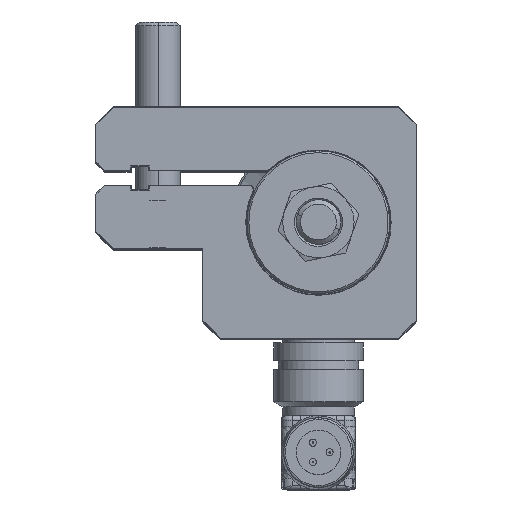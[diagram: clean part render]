
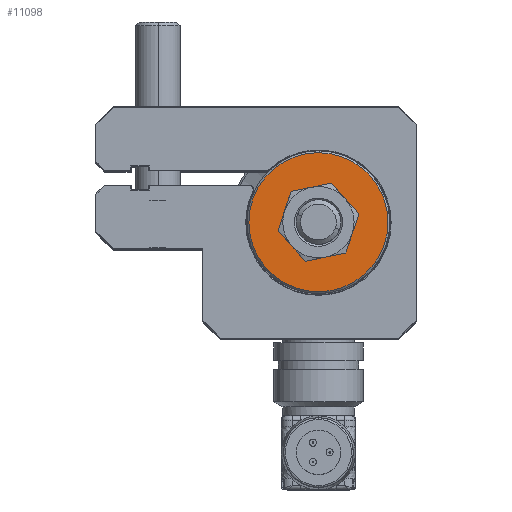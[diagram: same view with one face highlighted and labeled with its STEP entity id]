
A CAD part, top view. The second image highlights one B-rep face of the part: STEP entity #11098.
In plain terms, the highlighted planar face has unit normal (0, 0, 1).
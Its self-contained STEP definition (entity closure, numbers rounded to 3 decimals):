
#4448 = CARTESIAN_POINT ( 'NONE',  ( -6.012, 4.97, 1. ) ) ;
#4599 = CARTESIAN_POINT ( 'NONE',  ( 6.012, -4.97, 1. ) ) ;
#4602 = DIRECTION ( 'NONE',  ( 0.771, -0.637, 0. ) ) ;
#4610 = DIRECTION ( 'NONE',  ( 0., 0., 1. ) ) ;
#4613 = CARTESIAN_POINT ( 'NONE',  ( 0., 0., 1. ) ) ;
#4628 = CIRCLE ( 'NONE', #4647, 7.8 ) ;
#4647 = AXIS2_PLACEMENT_3D ( 'NONE', #4613, #4610, #4602 ) ;
#4840 = CARTESIAN_POINT ( 'NONE',  ( -2.119, 1.752, 1. ) ) ;
#4858 = CARTESIAN_POINT ( 'NONE',  ( 0., 0., 1. ) ) ;
#4861 = AXIS2_PLACEMENT_3D ( 'NONE', #4858, #4888, #4887 ) ;
#4873 = CIRCLE ( 'NONE', #4861, 2.75 ) ;
#4887 = DIRECTION ( 'NONE',  ( 0.771, -0.637, 0. ) ) ;
#4888 = DIRECTION ( 'NONE',  ( 0., 0., -1. ) ) ;
#5160 = AXIS2_PLACEMENT_3D ( 'NONE', #5192, #5191, #5190 ) ;
#5168 = CIRCLE ( 'NONE', #5160, 7.8 ) ;
#5190 = DIRECTION ( 'NONE',  ( 0.771, -0.637, 0. ) ) ;
#5191 = DIRECTION ( 'NONE',  ( 0., 0., 1. ) ) ;
#5192 = CARTESIAN_POINT ( 'NONE',  ( 0., 0., 1. ) ) ;
#5311 = DIRECTION ( 'NONE',  ( 0.771, -0.637, 0. ) ) ;
#5312 = DIRECTION ( 'NONE',  ( 0., 0., 1. ) ) ;
#5313 = CARTESIAN_POINT ( 'NONE',  ( 0., 0., 1. ) ) ;
#5364 = AXIS2_PLACEMENT_3D ( 'NONE', #5313, #5312, #5311 ) ;
#5371 = FACE_BOUND ( 'NONE', #11105, .T. ) ;
#5381 = PLANE ( 'NONE',  #5364 ) ;
#5382 = DIRECTION ( 'NONE',  ( 0.771, -0.637, 0. ) ) ;
#5384 = DIRECTION ( 'NONE',  ( 0., 0., -1. ) ) ;
#5385 = CARTESIAN_POINT ( 'NONE',  ( 0., 0., 1. ) ) ;
#5386 = AXIS2_PLACEMENT_3D ( 'NONE', #5385, #5384, #5382 ) ;
#5388 = CIRCLE ( 'NONE', #5386, 2.75 ) ;
#5390 = FACE_OUTER_BOUND ( 'NONE', #11102, .T. ) ;
#5425 = CARTESIAN_POINT ( 'NONE',  ( 2.119, -1.752, 1. ) ) ;
#10658 = VERTEX_POINT ( 'NONE', #4448 ) ;
#10678 = EDGE_CURVE ( 'NONE', #10685, #10658, #4628, .T. ) ;
#10685 = VERTEX_POINT ( 'NONE', #4599 ) ;
#10819 = ORIENTED_EDGE ( 'NONE', *, *, #10863, .T. ) ;
#10832 = VERTEX_POINT ( 'NONE', #4840 ) ;
#10863 = EDGE_CURVE ( 'NONE', #10832, #11094, #4873, .T. ) ;
#10895 = ORIENTED_EDGE ( 'NONE', *, *, #11092, .T. ) ;
#10932 = EDGE_CURVE ( 'NONE', #10658, #10685, #5168, .T. ) ;
#11092 = EDGE_CURVE ( 'NONE', #11094, #10832, #5388, .T. ) ;
#11094 = VERTEX_POINT ( 'NONE', #5425 ) ;
#11098 = ADVANCED_FACE ( 'NONE', ( #5390, #5371 ), #5381, .T. ) ;
#11100 = ORIENTED_EDGE ( 'NONE', *, *, #10678, .T. ) ;
#11102 = EDGE_LOOP ( 'NONE', ( #11103, #11100 ) ) ;
#11103 = ORIENTED_EDGE ( 'NONE', *, *, #10932, .T. ) ;
#11105 = EDGE_LOOP ( 'NONE', ( #10895, #10819 ) ) ;
